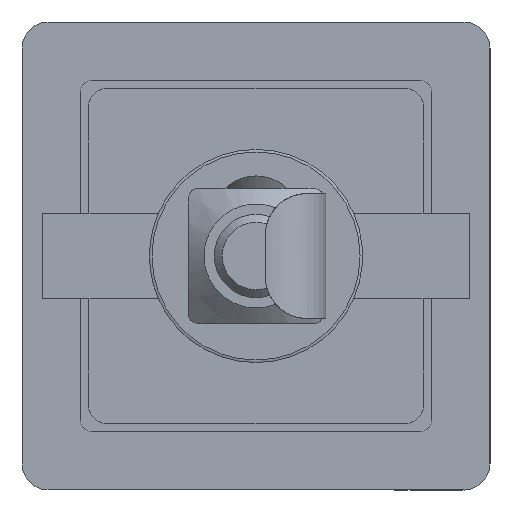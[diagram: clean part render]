
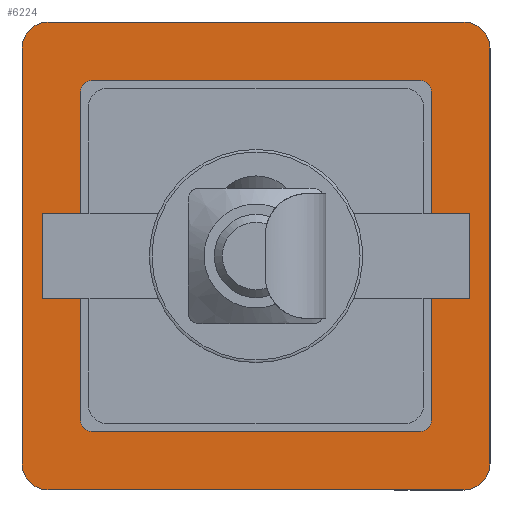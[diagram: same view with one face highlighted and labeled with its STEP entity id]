
A CAD part, front view. The second image highlights one B-rep face of the part: STEP entity #6224.
In plain terms, the highlighted planar face has unit normal (0, -1, 0).
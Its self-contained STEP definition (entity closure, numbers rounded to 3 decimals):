
#293=FACE_BOUND('',#2047,.T.);
#579=LINE('',#9923,#1064);
#598=LINE('',#9998,#1083);
#602=LINE('',#10010,#1087);
#606=LINE('',#10022,#1091);
#608=LINE('',#10030,#1093);
#610=LINE('',#10037,#1095);
#611=LINE('',#10041,#1096);
#612=LINE('',#10045,#1097);
#1064=VECTOR('',#7723,1.);
#1083=VECTOR('',#7788,1.);
#1087=VECTOR('',#7800,1.);
#1091=VECTOR('',#7812,1.);
#1093=VECTOR('',#7822,1.);
#1095=VECTOR('',#7830,1.);
#1096=VECTOR('',#7833,1.);
#1097=VECTOR('',#7836,1.);
#1457=PLANE('',#6781);
#1660=FACE_OUTER_BOUND('',#2046,.T.);
#2046=EDGE_LOOP('',(#4654,#4655,#4656,#4657,#4658,#4659,#4660,#4661));
#2047=EDGE_LOOP('',(#4662,#4663,#4664,#4665,#4666,#4667,#4668,#4669));
#2368=CIRCLE('',#6765,1.);
#2370=CIRCLE('',#6769,1.);
#2372=CIRCLE('',#6773,1.);
#2374=CIRCLE('',#6777,1.);
#2376=CIRCLE('',#6782,2.5);
#2377=CIRCLE('',#6783,2.5);
#2378=CIRCLE('',#6784,2.5);
#2379=CIRCLE('',#6785,2.5);
#2792=VERTEX_POINT('',#9919);
#2794=VERTEX_POINT('',#9922);
#2822=VERTEX_POINT('',#9985);
#2823=VERTEX_POINT('',#9986);
#2827=VERTEX_POINT('',#9996);
#2828=VERTEX_POINT('',#10000);
#2831=VERTEX_POINT('',#10008);
#2832=VERTEX_POINT('',#10012);
#2835=VERTEX_POINT('',#10020);
#2836=VERTEX_POINT('',#10024);
#2838=VERTEX_POINT('',#10034);
#2839=VERTEX_POINT('',#10036);
#2840=VERTEX_POINT('',#10038);
#2841=VERTEX_POINT('',#10040);
#2842=VERTEX_POINT('',#10042);
#2843=VERTEX_POINT('',#10044);
#3456=EDGE_CURVE('',#2794,#2792,#579,.T.);
#3487=EDGE_CURVE('',#2822,#2823,#2368,.T.);
#3493=EDGE_CURVE('',#2823,#2827,#598,.T.);
#3494=EDGE_CURVE('',#2827,#2828,#2370,.T.);
#3499=EDGE_CURVE('',#2828,#2831,#602,.T.);
#3500=EDGE_CURVE('',#2831,#2832,#2372,.T.);
#3505=EDGE_CURVE('',#2832,#2835,#606,.T.);
#3506=EDGE_CURVE('',#2835,#2836,#2374,.T.);
#3509=EDGE_CURVE('',#2836,#2822,#608,.T.);
#3511=EDGE_CURVE('',#2838,#2792,#2376,.T.);
#3512=EDGE_CURVE('',#2838,#2839,#610,.T.);
#3513=EDGE_CURVE('',#2840,#2839,#2377,.T.);
#3514=EDGE_CURVE('',#2840,#2841,#611,.T.);
#3515=EDGE_CURVE('',#2842,#2841,#2378,.T.);
#3516=EDGE_CURVE('',#2843,#2842,#612,.T.);
#3517=EDGE_CURVE('',#2794,#2843,#2379,.T.);
#4654=ORIENTED_EDGE('',*,*,#3511,.F.);
#4655=ORIENTED_EDGE('',*,*,#3512,.T.);
#4656=ORIENTED_EDGE('',*,*,#3513,.F.);
#4657=ORIENTED_EDGE('',*,*,#3514,.T.);
#4658=ORIENTED_EDGE('',*,*,#3515,.F.);
#4659=ORIENTED_EDGE('',*,*,#3516,.F.);
#4660=ORIENTED_EDGE('',*,*,#3517,.F.);
#4661=ORIENTED_EDGE('',*,*,#3456,.T.);
#4662=ORIENTED_EDGE('',*,*,#3487,.T.);
#4663=ORIENTED_EDGE('',*,*,#3493,.T.);
#4664=ORIENTED_EDGE('',*,*,#3494,.T.);
#4665=ORIENTED_EDGE('',*,*,#3499,.T.);
#4666=ORIENTED_EDGE('',*,*,#3500,.T.);
#4667=ORIENTED_EDGE('',*,*,#3505,.T.);
#4668=ORIENTED_EDGE('',*,*,#3506,.T.);
#4669=ORIENTED_EDGE('',*,*,#3509,.T.);
#6224=ADVANCED_FACE('',(#1660,#293),#1457,.F.);
#6765=AXIS2_PLACEMENT_3D('',#9987,#7778,#7779);
#6769=AXIS2_PLACEMENT_3D('',#10001,#7791,#7792);
#6773=AXIS2_PLACEMENT_3D('',#10013,#7803,#7804);
#6777=AXIS2_PLACEMENT_3D('',#10025,#7815,#7816);
#6781=AXIS2_PLACEMENT_3D('',#10033,#7826,#7827);
#6782=AXIS2_PLACEMENT_3D('',#10035,#7828,#7829);
#6783=AXIS2_PLACEMENT_3D('',#10039,#7831,#7832);
#6784=AXIS2_PLACEMENT_3D('',#10043,#7834,#7835);
#6785=AXIS2_PLACEMENT_3D('',#10046,#7837,#7838);
#7723=DIRECTION('',(-1.,0.,0.));
#7778=DIRECTION('center_axis',(0.,1.,0.));
#7779=DIRECTION('ref_axis',(-0.707,0.,0.707));
#7788=DIRECTION('',(1.,0.,0.));
#7791=DIRECTION('center_axis',(0.,1.,0.));
#7792=DIRECTION('ref_axis',(0.707,0.,0.707));
#7800=DIRECTION('',(0.,0.,-1.));
#7803=DIRECTION('center_axis',(0.,1.,0.));
#7804=DIRECTION('ref_axis',(0.707,0.,-0.707));
#7812=DIRECTION('',(-1.,0.,0.));
#7815=DIRECTION('center_axis',(0.,1.,0.));
#7816=DIRECTION('ref_axis',(-0.707,0.,-0.707));
#7822=DIRECTION('',(0.,0.,1.));
#7826=DIRECTION('center_axis',(0.,1.,0.));
#7827=DIRECTION('ref_axis',(-1.,0.,0.));
#7828=DIRECTION('center_axis',(0.,1.,0.));
#7829=DIRECTION('ref_axis',(-0.707,0.,0.707));
#7830=DIRECTION('',(0.,0.,-1.));
#7831=DIRECTION('center_axis',(0.,1.,0.));
#7832=DIRECTION('ref_axis',(-0.707,0.,-0.707));
#7833=DIRECTION('',(1.,0.,0.));
#7834=DIRECTION('center_axis',(0.,1.,0.));
#7835=DIRECTION('ref_axis',(0.707,0.,-0.707));
#7836=DIRECTION('',(0.,0.,-1.));
#7837=DIRECTION('center_axis',(0.,1.,0.));
#7838=DIRECTION('ref_axis',(0.707,0.,0.707));
#9919=CARTESIAN_POINT('',(-20.,-30.,0.));
#9922=CARTESIAN_POINT('',(20.,-30.,0.));
#9923=CARTESIAN_POINT('',(22.5,-30.,0.));
#9985=CARTESIAN_POINT('',(-16.85,-30.,-6.65));
#9986=CARTESIAN_POINT('',(-15.85,-30.,-5.65));
#9987=CARTESIAN_POINT('Origin',(-15.85,-30.,-6.65));
#9996=CARTESIAN_POINT('',(15.85,-30.,-5.65));
#9998=CARTESIAN_POINT('',(-8.425,-30.,-5.65));
#10000=CARTESIAN_POINT('',(16.85,-30.,-6.65));
#10001=CARTESIAN_POINT('Origin',(15.85,-30.,-6.65));
#10008=CARTESIAN_POINT('',(16.85,-30.,-38.35));
#10010=CARTESIAN_POINT('',(16.85,-30.,-14.075));
#10012=CARTESIAN_POINT('',(15.85,-30.,-39.35));
#10013=CARTESIAN_POINT('Origin',(15.85,-30.,-38.35));
#10020=CARTESIAN_POINT('',(-15.85,-30.,-39.35));
#10022=CARTESIAN_POINT('',(8.425,-30.,-39.35));
#10024=CARTESIAN_POINT('',(-16.85,-30.,-38.35));
#10025=CARTESIAN_POINT('Origin',(-15.85,-30.,-38.35));
#10030=CARTESIAN_POINT('',(-16.85,-30.,-30.925));
#10033=CARTESIAN_POINT('Origin',(0.,-30.,-22.5));
#10034=CARTESIAN_POINT('',(-22.5,-30.,-2.5));
#10035=CARTESIAN_POINT('Origin',(-20.,-30.,-2.5));
#10036=CARTESIAN_POINT('',(-22.5,-30.,-42.5));
#10037=CARTESIAN_POINT('',(-22.5,-30.,0.));
#10038=CARTESIAN_POINT('',(-20.,-30.,-45.));
#10039=CARTESIAN_POINT('Origin',(-20.,-30.,-42.5));
#10040=CARTESIAN_POINT('',(20.,-30.,-45.));
#10041=CARTESIAN_POINT('',(22.5,-30.,-45.));
#10042=CARTESIAN_POINT('',(22.5,-30.,-42.5));
#10043=CARTESIAN_POINT('Origin',(20.,-30.,-42.5));
#10044=CARTESIAN_POINT('',(22.5,-30.,-2.5));
#10045=CARTESIAN_POINT('',(22.5,-30.,0.));
#10046=CARTESIAN_POINT('Origin',(20.,-30.,-2.5));
